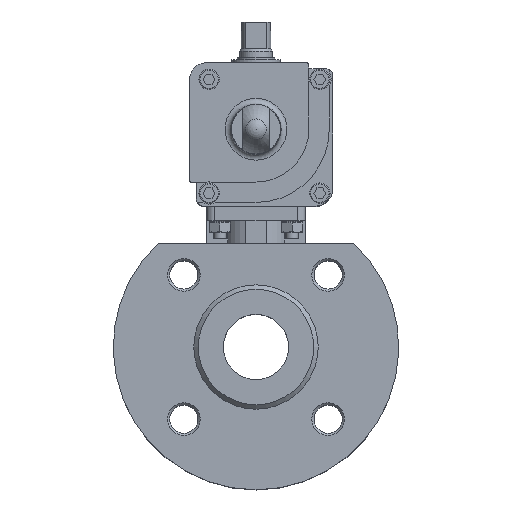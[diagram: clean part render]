
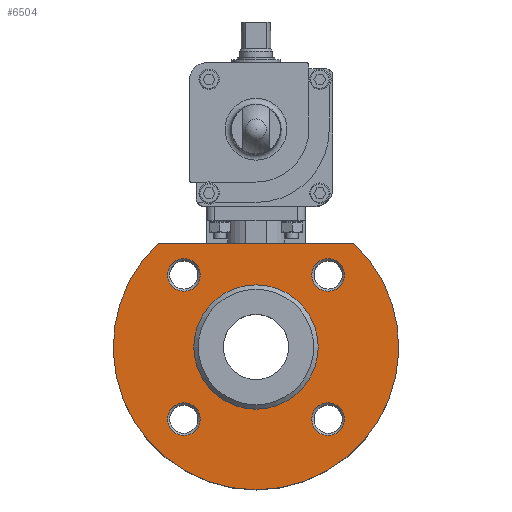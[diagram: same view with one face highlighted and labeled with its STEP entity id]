
A CAD part, top view. The second image highlights one B-rep face of the part: STEP entity #6504.
In plain terms, the highlighted face is planar.
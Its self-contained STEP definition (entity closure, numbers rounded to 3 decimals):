
#257=CIRCLE('',#7026,70.);
#258=CIRCLE('',#7028,30.5);
#259=CIRCLE('',#7029,8.);
#260=CIRCLE('',#7030,8.);
#261=CIRCLE('',#7031,8.);
#262=CIRCLE('',#7032,8.);
#776=ORIENTED_EDGE('',*,*,#2526,.F.);
#777=ORIENTED_EDGE('',*,*,#2527,.F.);
#778=ORIENTED_EDGE('',*,*,#2528,.F.);
#779=ORIENTED_EDGE('',*,*,#2529,.F.);
#780=ORIENTED_EDGE('',*,*,#2530,.F.);
#781=ORIENTED_EDGE('',*,*,#2494,.F.);
#782=ORIENTED_EDGE('',*,*,#2525,.T.);
#2494=EDGE_CURVE('',#3372,#3373,#4026,.T.);
#2525=EDGE_CURVE('',#3372,#3373,#257,.T.);
#2526=EDGE_CURVE('',#3394,#3394,#258,.T.);
#2527=EDGE_CURVE('',#3395,#3395,#259,.T.);
#2528=EDGE_CURVE('',#3396,#3396,#260,.T.);
#2529=EDGE_CURVE('',#3397,#3397,#261,.T.);
#2530=EDGE_CURVE('',#3398,#3398,#262,.T.);
#3372=VERTEX_POINT('',#9879);
#3373=VERTEX_POINT('',#9881);
#3394=VERTEX_POINT('',#9940);
#3395=VERTEX_POINT('',#9942);
#3396=VERTEX_POINT('',#9944);
#3397=VERTEX_POINT('',#9946);
#3398=VERTEX_POINT('',#9948);
#4026=LINE('',#9880,#4576);
#4576=VECTOR('',#7826,1000.);
#5098=EDGE_LOOP('',(#776));
#5099=EDGE_LOOP('',(#777));
#5100=EDGE_LOOP('',(#778));
#5101=EDGE_LOOP('',(#779));
#5102=EDGE_LOOP('',(#780));
#5103=EDGE_LOOP('',(#781,#782));
#5690=FACE_BOUND('',#5098,.T.);
#5691=FACE_BOUND('',#5099,.T.);
#5692=FACE_BOUND('',#5100,.T.);
#5693=FACE_BOUND('',#5101,.T.);
#5694=FACE_BOUND('',#5102,.T.);
#5695=FACE_BOUND('',#5103,.T.);
#6279=PLANE('',#7027);
#6504=ADVANCED_FACE('',(#5690,#5691,#5692,#5693,#5694,#5695),#6279,.F.);
#7026=AXIS2_PLACEMENT_3D('',#9937,#7888,#7889);
#7027=AXIS2_PLACEMENT_3D('',#9938,#7890,#7891);
#7028=AXIS2_PLACEMENT_3D('',#9939,#7892,#7893);
#7029=AXIS2_PLACEMENT_3D('',#9941,#7894,#7895);
#7030=AXIS2_PLACEMENT_3D('',#9943,#7896,#7897);
#7031=AXIS2_PLACEMENT_3D('',#9945,#7898,#7899);
#7032=AXIS2_PLACEMENT_3D('',#9947,#7900,#7901);
#7826=DIRECTION('',(-1.,0.,0.));
#7888=DIRECTION('',(0.,0.,-1.));
#7889=DIRECTION('',(-1.,0.,0.));
#7890=DIRECTION('',(0.,0.,1.));
#7891=DIRECTION('',(1.,0.,0.));
#7892=DIRECTION('',(0.,0.,-1.));
#7893=DIRECTION('',(-1.,0.,0.));
#7894=DIRECTION('',(0.,0.,-1.));
#7895=DIRECTION('',(-1.,0.,0.));
#7896=DIRECTION('',(0.,0.,-1.));
#7897=DIRECTION('',(-1.,0.,0.));
#7898=DIRECTION('',(0.,0.,-1.));
#7899=DIRECTION('',(-1.,0.,0.));
#7900=DIRECTION('',(0.,0.,-1.));
#7901=DIRECTION('',(-1.,0.,0.));
#9879=CARTESIAN_POINT('',(47.948,51.,-27.));
#9880=CARTESIAN_POINT('',(0.,51.,-27.));
#9881=CARTESIAN_POINT('',(-47.948,51.,-27.));
#9937=CARTESIAN_POINT('',(0.,0.,-27.));
#9938=CARTESIAN_POINT('',(0.,70.,-27.));
#9939=CARTESIAN_POINT('',(0.,0.,-27.));
#9940=CARTESIAN_POINT('',(-30.5,0.,-27.));
#9941=CARTESIAN_POINT('',(35.355,35.355,-27.));
#9942=CARTESIAN_POINT('',(27.355,35.355,-27.));
#9943=CARTESIAN_POINT('',(35.355,-35.355,-27.));
#9944=CARTESIAN_POINT('',(27.355,-35.355,-27.));
#9945=CARTESIAN_POINT('',(-35.355,-35.355,-27.));
#9946=CARTESIAN_POINT('',(-43.355,-35.355,-27.));
#9947=CARTESIAN_POINT('',(-35.355,35.355,-27.));
#9948=CARTESIAN_POINT('',(-43.355,35.355,-27.));
